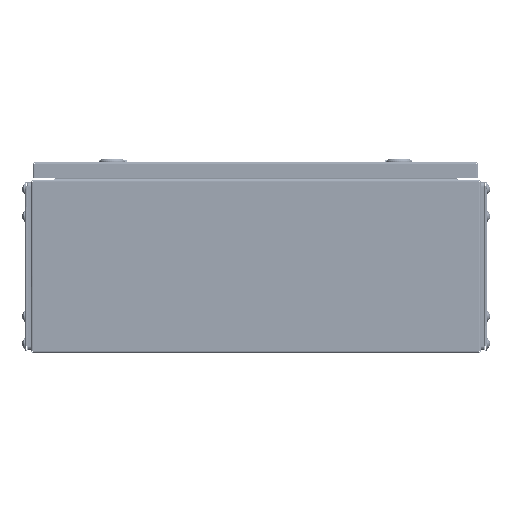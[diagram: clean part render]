
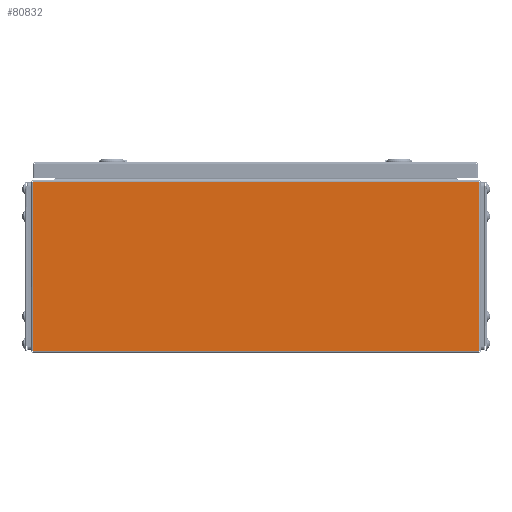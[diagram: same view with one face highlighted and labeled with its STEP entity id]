
A CAD part, left-side view. The second image highlights one B-rep face of the part: STEP entity #80832.
In plain terms, the highlighted planar face has unit normal (-1, 0, 0).
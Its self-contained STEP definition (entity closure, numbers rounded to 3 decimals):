
#703 = EDGE_CURVE ( 'NONE', #57257, #49027, #66565, .T. ) ;
#3186 = CARTESIAN_POINT ( 'NONE',  ( -200., -245.5, 187.5 ) ) ;
#4206 = PLANE ( 'NONE',  #43355 ) ;
#5671 = EDGE_CURVE ( 'NONE', #52115, #22417, #62931, .T. ) ;
#11633 = ORIENTED_EDGE ( 'NONE', *, *, #703, .F. ) ;
#14073 = ORIENTED_EDGE ( 'NONE', *, *, #37592, .T. ) ;
#15201 = EDGE_CURVE ( 'NONE', #57257, #52115, #47627, .T. ) ;
#17193 = DIRECTION ( 'NONE',  ( 0., 0., -1. ) ) ;
#22417 = VERTEX_POINT ( 'NONE', #30821 ) ;
#22937 = CARTESIAN_POINT ( 'NONE',  ( -200., -245.5, 0. ) ) ;
#24370 = LINE ( 'NONE', #50765, #63965 ) ;
#24553 = CARTESIAN_POINT ( 'NONE',  ( -200., 0., 0. ) ) ;
#27765 = VECTOR ( 'NONE', #29618, 1000. ) ;
#29618 = DIRECTION ( 'NONE',  ( 0., 1., 0. ) ) ;
#30067 = ORIENTED_EDGE ( 'NONE', *, *, #5671, .T. ) ;
#30267 = VECTOR ( 'NONE', #73998, 1000. ) ;
#30619 = DIRECTION ( 'NONE',  ( 1., 0., 0. ) ) ;
#30821 = CARTESIAN_POINT ( 'NONE',  ( -200., 245.5, 187.5 ) ) ;
#37592 = EDGE_CURVE ( 'NONE', #22417, #49027, #24370, .T. ) ;
#43355 = AXIS2_PLACEMENT_3D ( 'NONE', #24553, #30619, #17193 ) ;
#43835 = CARTESIAN_POINT ( 'NONE',  ( -200., -245.5, 187.5 ) ) ;
#47627 = LINE ( 'NONE', #22937, #30267 ) ;
#49027 = VERTEX_POINT ( 'NONE', #63247 ) ;
#50765 = CARTESIAN_POINT ( 'NONE',  ( -200., 245.5, 0. ) ) ;
#52115 = VERTEX_POINT ( 'NONE', #43835 ) ;
#54560 = CARTESIAN_POINT ( 'NONE',  ( -200., -245.5, 1. ) ) ;
#57257 = VERTEX_POINT ( 'NONE', #54560 ) ;
#60929 = DIRECTION ( 'NONE',  ( 0., 1., 0. ) ) ;
#62931 = LINE ( 'NONE', #3186, #27765 ) ;
#63247 = CARTESIAN_POINT ( 'NONE',  ( -200., 245.5, 1. ) ) ;
#63965 = VECTOR ( 'NONE', #77553, 1000. ) ;
#66141 = CARTESIAN_POINT ( 'NONE',  ( -200., 245.5, 1. ) ) ;
#66237 = VECTOR ( 'NONE', #60929, 1000. ) ;
#66565 = LINE ( 'NONE', #66141, #66237 ) ;
#68376 = ORIENTED_EDGE ( 'NONE', *, *, #15201, .T. ) ;
#73998 = DIRECTION ( 'NONE',  ( 0., 0., 1. ) ) ;
#76470 = FACE_OUTER_BOUND ( 'NONE', #82649, .T. ) ;
#77553 = DIRECTION ( 'NONE',  ( 0., 0., -1. ) ) ;
#80832 = ADVANCED_FACE ( 'NONE', ( #76470 ), #4206, .F. ) ;
#82649 = EDGE_LOOP ( 'NONE', ( #30067, #14073, #11633, #68376 ) ) ;
